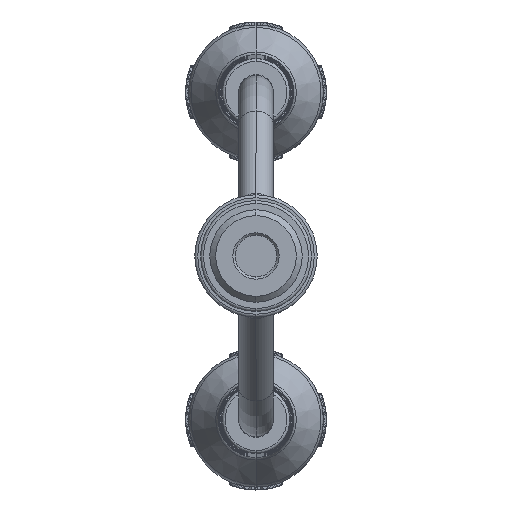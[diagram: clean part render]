
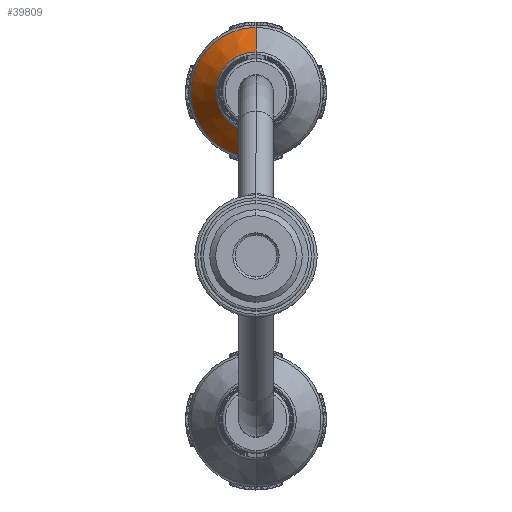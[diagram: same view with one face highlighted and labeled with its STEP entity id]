
A CAD part, left-side view. The second image highlights one B-rep face of the part: STEP entity #39809.
In plain terms, the highlighted conical face has half-angle 33.848 degrees and reference radius 5.842 mm.
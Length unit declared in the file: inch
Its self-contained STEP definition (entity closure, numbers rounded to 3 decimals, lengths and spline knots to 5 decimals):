
#1611 = ORIENTED_EDGE ( 'NONE', *, *, #103937, .T. ) ;
#5123 = CARTESIAN_POINT ( 'NONE',  ( -0.22153, 0., -0.66264 ) ) ;
#7248 = ORIENTED_EDGE ( 'NONE', *, *, #110950, .T. ) ;
#8549 = VERTEX_POINT ( 'NONE', #5123 ) ;
#8703 = DIRECTION ( 'NONE',  ( 0., 0., 1. ) ) ;
#10953 = CIRCLE ( 'NONE', #42595, 0.13748 ) ;
#12718 = VERTEX_POINT ( 'NONE', #62250 ) ;
#18655 = ORIENTED_EDGE ( 'NONE', *, *, #90140, .F. ) ;
#23197 = DIRECTION ( 'NONE',  ( 0., 0., 1. ) ) ;
#27353 = ORIENTED_EDGE ( 'NONE', *, *, #56403, .T. ) ;
#30005 = CARTESIAN_POINT ( 'NONE',  ( 0., 0., -0.65 ) ) ;
#35517 = FACE_OUTER_BOUND ( 'NONE', #55057, .T. ) ;
#39809 = ADVANCED_FACE ( 'NONE', ( #35517 ), #120007, .T. ) ;
#42595 = AXIS2_PLACEMENT_3D ( 'NONE', #129670, #23197, #97364 ) ;
#44940 = AXIS2_PLACEMENT_3D ( 'NONE', #30005, #8703, #113870 ) ;
#47262 = VERTEX_POINT ( 'NONE', #79256 ) ;
#51832 = CARTESIAN_POINT ( 'NONE',  ( -0.23, 0., -0.65 ) ) ;
#55057 = EDGE_LOOP ( 'NONE', ( #27353, #7248, #1611, #18655 ) ) ;
#56403 = EDGE_CURVE ( 'NONE', #47262, #12718, #10953, .T. ) ;
#61226 = VERTEX_POINT ( 'NONE', #85275 ) ;
#62016 = DIRECTION ( 'NONE',  ( 0.557, 0., 0.831 ) ) ;
#62250 = CARTESIAN_POINT ( 'NONE',  ( -0.13748, 0., -0.78796 ) ) ;
#64002 = CARTESIAN_POINT ( 'NONE',  ( 0., 0., -0.66264 ) ) ;
#79256 = CARTESIAN_POINT ( 'NONE',  ( 0.13748, 0., -0.78796 ) ) ;
#82874 = CARTESIAN_POINT ( 'NONE',  ( 0.23, 0., -0.65 ) ) ;
#85275 = CARTESIAN_POINT ( 'NONE',  ( 0.22153, 0., -0.66264 ) ) ;
#85648 = DIRECTION ( 'NONE',  ( -0.557, 0., 0.831 ) ) ;
#90140 = EDGE_CURVE ( 'NONE', #47262, #61226, #96573, .T. ) ;
#94817 = AXIS2_PLACEMENT_3D ( 'NONE', #64002, #106626, #128788 ) ;
#96573 = LINE ( 'NONE', #82874, #109880 ) ;
#97364 = DIRECTION ( 'NONE',  ( 1., 0., 0. ) ) ;
#103154 = LINE ( 'NONE', #51832, #119754 ) ;
#103937 = EDGE_CURVE ( 'NONE', #8549, #61226, #110504, .T. ) ;
#106626 = DIRECTION ( 'NONE',  ( 0., 0., -1. ) ) ;
#109880 = VECTOR ( 'NONE', #62016, 39.37008 ) ;
#110504 = CIRCLE ( 'NONE', #94817, 0.22153 ) ;
#110950 = EDGE_CURVE ( 'NONE', #12718, #8549, #103154, .T. ) ;
#113870 = DIRECTION ( 'NONE',  ( 1., 0., 0. ) ) ;
#119754 = VECTOR ( 'NONE', #85648, 39.37008 ) ;
#120007 = CONICAL_SURFACE ( 'NONE', #44940, 0.23, 0.591 ) ;
#128788 = DIRECTION ( 'NONE',  ( -1., 0., 0. ) ) ;
#129670 = CARTESIAN_POINT ( 'NONE',  ( 0., 0., -0.78796 ) ) ;
